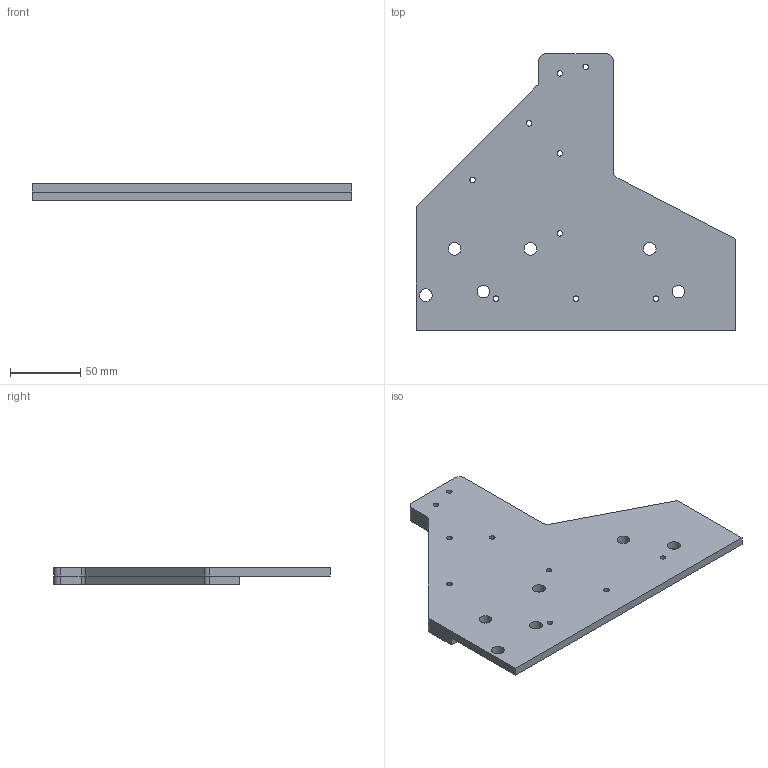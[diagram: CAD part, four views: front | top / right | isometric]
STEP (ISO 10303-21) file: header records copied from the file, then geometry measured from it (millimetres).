
FILE_DESCRIPTION(/* description */ (''),/* implementation_level */ '2;1');
FILE_NAME(/* name */ 'MountingPlate v37.step',/* time_stamp */ '2020-05-23T23:35:31+02:00',/* author */ (''),/* organization */ (''),/* preprocessor_version */ 'ST-DEVELOPER v18.1',/* originating_system */ 'Autodesk Translation Framework v9.2.0.1227',/* authorisation */ '');
FILE_SCHEMA (('AUTOMOTIVE_DESIGN { 1 0 10303 214 3 1 1 }'));
Length unit declared in the file: millimetre
Products named in the file (2): MountingPlate; Component1
Assembly tree (1 placements, depth 2):
  MountingPlate
    Component1
Bounding box: 228 x 197 x 12 mm (x, y, z)
Volume: 262185.5 mm3; surface area: 98375 mm2
Topology: 2 solids, 2 shells, 54 faces, 150 edges, 100 vertices
Faces by surface type: cylinder 35, plane 19
Full cylindrical faces by diameter (mm): 3.9 x15, 7 x4, 9 x6
Entity records: 1925 total; most frequent: DIRECTION 334, CARTESIAN_POINT 307, ORIENTED_EDGE 300, EDGE_CURVE 150, AXIS2_PLACEMENT_3D 127, EDGE_LOOP 104, VERTEX_POINT 100, LINE 80
